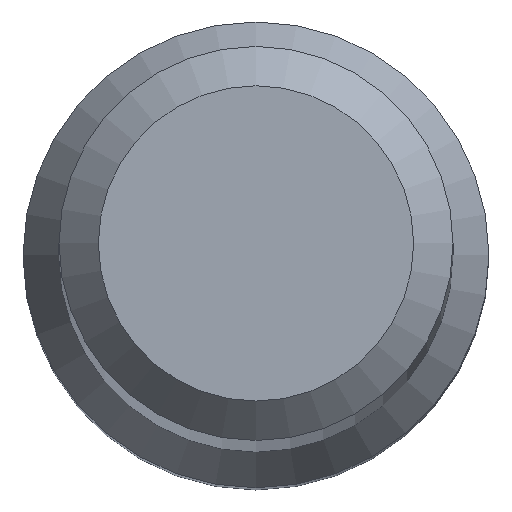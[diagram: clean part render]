
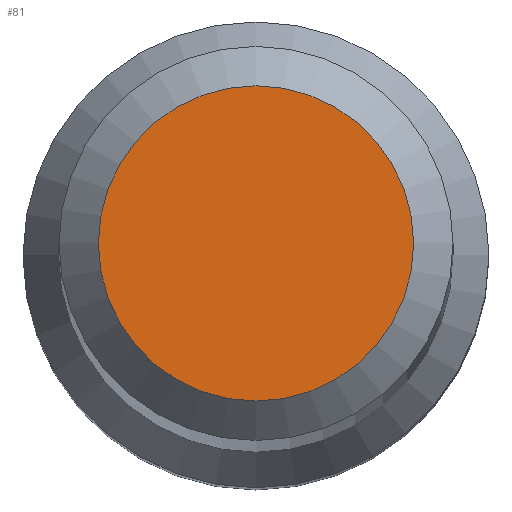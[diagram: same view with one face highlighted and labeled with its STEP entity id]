
A CAD part, top view. The second image highlights one B-rep face of the part: STEP entity #81.
In plain terms, the highlighted planar face has unit normal (0, 0, 1).
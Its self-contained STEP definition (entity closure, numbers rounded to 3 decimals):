
#2 = DIRECTION ( 'NONE',  ( 0., 1., 0. ) ) ;
#14 = AXIS2_PLACEMENT_3D ( 'NONE', #211, #42, #2 ) ;
#25 = EDGE_LOOP ( 'NONE', ( #160 ) ) ;
#42 = DIRECTION ( 'NONE',  ( 0., 0., -1. ) ) ;
#46 = EDGE_CURVE ( 'NONE', #198, #198, #141, .T. ) ;
#58 = DIRECTION ( 'NONE',  ( 0., 0., 1. ) ) ;
#60 = FACE_OUTER_BOUND ( 'NONE', #25, .T. ) ;
#81 = ADVANCED_FACE ( 'NONE', ( #60 ), #147, .T. ) ;
#130 = DIRECTION ( 'NONE',  ( 0., -1., 0. ) ) ;
#141 = CIRCLE ( 'NONE', #14, 1.6 ) ;
#147 = PLANE ( 'NONE',  #179 ) ;
#157 = CARTESIAN_POINT ( 'NONE',  ( 0., 1.6, 80. ) ) ;
#160 = ORIENTED_EDGE ( 'NONE', *, *, #46, .F. ) ;
#179 = AXIS2_PLACEMENT_3D ( 'NONE', #224, #58, #130 ) ;
#198 = VERTEX_POINT ( 'NONE', #157 ) ;
#211 = CARTESIAN_POINT ( 'NONE',  ( 0., 0., 80. ) ) ;
#224 = CARTESIAN_POINT ( 'NONE',  ( 0., 0., 80. ) ) ;
